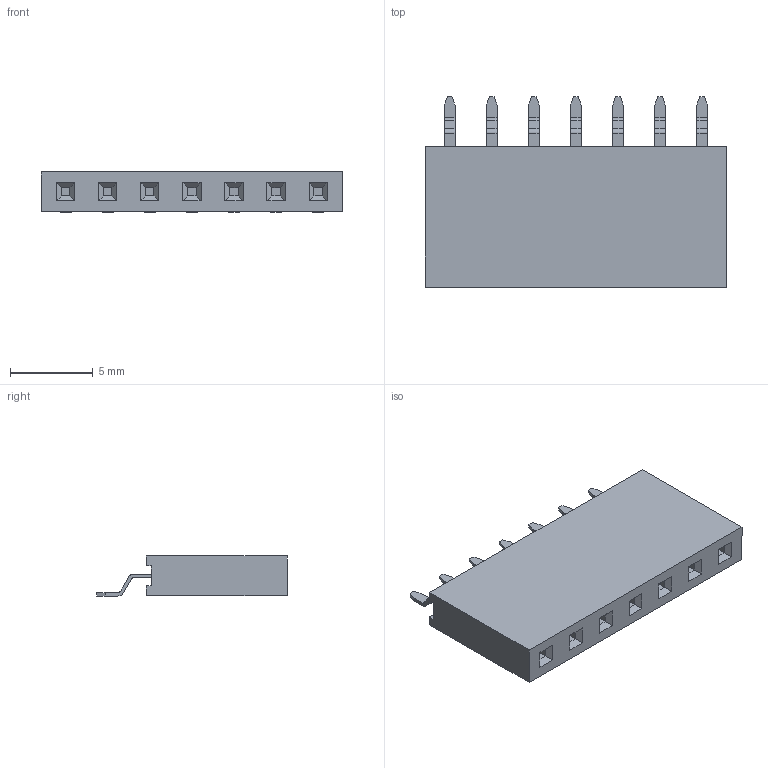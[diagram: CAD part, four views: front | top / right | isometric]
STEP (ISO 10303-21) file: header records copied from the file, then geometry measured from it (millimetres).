
FILE_DESCRIPTION (( 'STEP AP214' ), '1' );
FILE_NAME ('HDR-SMD_7P-P2.54-H-F-L11.5.STEP', '2023-07-21T07:55:36', ( 'PC' ), ( 'Microsoft' ), 'SwSTEP 2.0', 'SolidWorks 2020', '' );
FILE_SCHEMA (( 'AUTOMOTIVE_DESIGN' ));
Length unit declared in the file: millimetre
Products named in the file (1): HDR-SMD_7P-P2.54-H-F-L11.5
Bounding box: 18.19 x 11.5 x 2.42 mm (x, y, z)
Volume: 354.6 mm3; surface area: 588.4 mm2
Topology: 1 solids, 1 shells, 402 faces, 1073 edges, 706 vertices
Faces by surface type: plane 276, bspline 98, cylinder 28
Entity records: 17337 total; most frequent: CARTESIAN_POINT 3488, ORIENTED_EDGE 2146, DIRECTION 1539, EDGE_CURVE 1073, LINE 817, VECTOR 817, VERTEX_POINT 706, EDGE_LOOP 435
